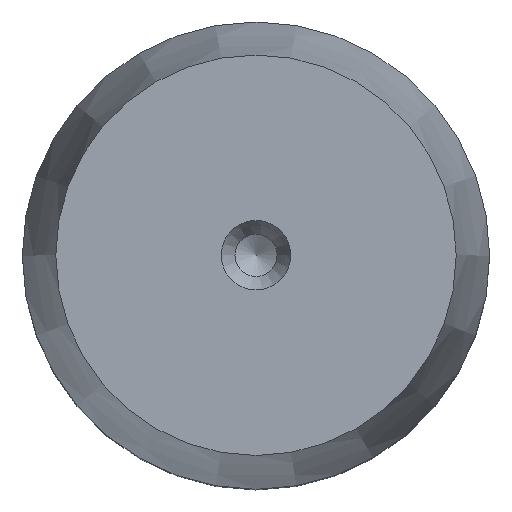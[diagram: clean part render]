
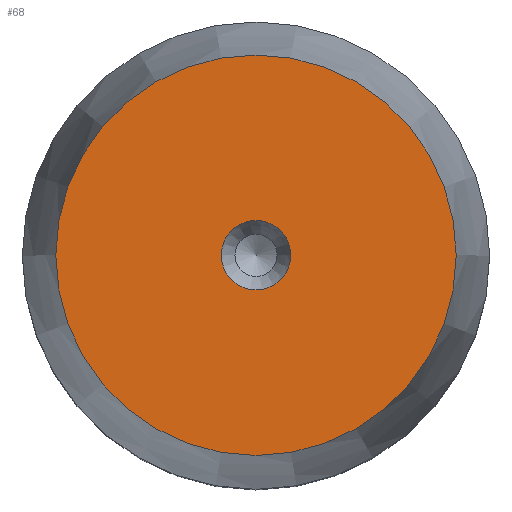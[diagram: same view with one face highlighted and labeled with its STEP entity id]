
A CAD part, top view. The second image highlights one B-rep face of the part: STEP entity #68.
In plain terms, the highlighted planar face has unit normal (0, 0, 1).
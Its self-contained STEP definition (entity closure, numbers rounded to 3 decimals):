
#37=PLANE('',#598);
#68=ADVANCED_FACE('',(#104,#105),#37,.F.);
#104=FACE_BOUND('',#138,.T.);
#105=FACE_BOUND('',#139,.T.);
#138=EDGE_LOOP('',(#172));
#139=EDGE_LOOP('',(#173));
#172=ORIENTED_EDGE('',*,*,#210,.F.);
#173=ORIENTED_EDGE('',*,*,#211,.T.);
#193=VERTEX_POINT('',#814);
#194=VERTEX_POINT('',#817);
#210=EDGE_CURVE('',#193,#193,#228,.T.);
#211=EDGE_CURVE('',#194,#194,#229,.T.);
#228=CIRCLE('',#595,1.65);
#229=CIRCLE('',#597,9.505);
#595=AXIS2_PLACEMENT_3D('',#813,#705,#706);
#597=AXIS2_PLACEMENT_3D('',#816,#709,#710);
#598=AXIS2_PLACEMENT_3D('',#818,#711,#712);
#705=DIRECTION('',(0.,0.,1.));
#706=DIRECTION('',(-1.,0.,0.));
#709=DIRECTION('',(0.,0.,1.));
#710=DIRECTION('',(-1.,0.,0.));
#711=DIRECTION('',(0.,0.,-1.));
#712=DIRECTION('',(-1.,0.,0.));
#813=CARTESIAN_POINT('',(0.,0.,118.));
#814=CARTESIAN_POINT('',(-1.65,0.,118.));
#816=CARTESIAN_POINT('',(0.,0.,118.));
#817=CARTESIAN_POINT('',(-9.505,0.,118.));
#818=CARTESIAN_POINT('',(0.,0.,118.));
